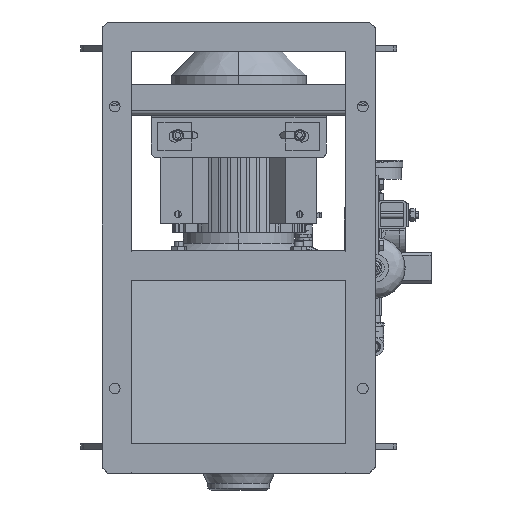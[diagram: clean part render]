
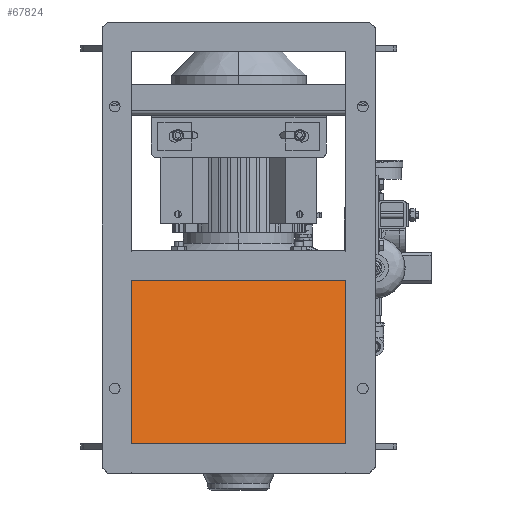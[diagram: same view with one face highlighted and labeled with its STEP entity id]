
A CAD part, front view. The second image highlights one B-rep face of the part: STEP entity #67824.
In plain terms, the highlighted planar face has unit normal (0, -0.982, 0.187).
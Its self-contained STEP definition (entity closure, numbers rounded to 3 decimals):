
#1145 = CARTESIAN_POINT ( 'NONE',  ( 190., -303.965, -97.437 ) ) ;
#3767 = AXIS2_PLACEMENT_3D ( 'NONE', #36007, #64387, #17998 ) ;
#6473 = CARTESIAN_POINT ( 'NONE',  ( -190., -303.965, -97.437 ) ) ;
#7333 = ORIENTED_EDGE ( 'NONE', *, *, #9075, .F. ) ;
#9075 = EDGE_CURVE ( 'NONE', #90372, #59317, #115403, .T. ) ;
#13567 = EDGE_CURVE ( 'NONE', #59317, #67475, #52930, .T. ) ;
#17998 = DIRECTION ( 'NONE',  ( 0., 0.187, 0.982 ) ) ;
#32818 = DIRECTION ( 'NONE',  ( 0., -0.187, -0.982 ) ) ;
#36007 = CARTESIAN_POINT ( 'NONE',  ( 190., -303.965, -97.437 ) ) ;
#38212 = CARTESIAN_POINT ( 'NONE',  ( -190., -248.965, 192. ) ) ;
#39409 = VERTEX_POINT ( 'NONE', #38212 ) ;
#46396 = CARTESIAN_POINT ( 'NONE',  ( 190., -303.965, -97.437 ) ) ;
#51533 = LINE ( 'NONE', #6473, #112756 ) ;
#52930 = LINE ( 'NONE', #1145, #102686 ) ;
#57242 = CARTESIAN_POINT ( 'NONE',  ( 190., -248.965, 192. ) ) ;
#58168 = ORIENTED_EDGE ( 'NONE', *, *, #92376, .T. ) ;
#59317 = VERTEX_POINT ( 'NONE', #84553 ) ;
#63867 = CARTESIAN_POINT ( 'NONE',  ( -190., -303.965, -97.437 ) ) ;
#64387 = DIRECTION ( 'NONE',  ( 0., 0.982, -0.187 ) ) ;
#65923 = LINE ( 'NONE', #57242, #80149 ) ;
#67475 = VERTEX_POINT ( 'NONE', #63867 ) ;
#67824 = ADVANCED_FACE ( 'NONE', ( #102510 ), #72319, .F. ) ;
#72319 = PLANE ( 'NONE',  #3767 ) ;
#77559 = EDGE_LOOP ( 'NONE', ( #110500, #58168, #116201, #7333 ) ) ;
#80149 = VECTOR ( 'NONE', #83144, 1000. ) ;
#83144 = DIRECTION ( 'NONE',  ( -1., 0., 0. ) ) ;
#84553 = CARTESIAN_POINT ( 'NONE',  ( 190., -303.965, -97.437 ) ) ;
#85697 = EDGE_CURVE ( 'NONE', #90372, #39409, #65923, .T. ) ;
#90372 = VERTEX_POINT ( 'NONE', #99099 ) ;
#92333 = DIRECTION ( 'NONE',  ( -1., 0., 0. ) ) ;
#92376 = EDGE_CURVE ( 'NONE', #39409, #67475, #51533, .T. ) ;
#99099 = CARTESIAN_POINT ( 'NONE',  ( 190., -248.965, 192. ) ) ;
#99718 = VECTOR ( 'NONE', #110129, 1000. ) ;
#102510 = FACE_OUTER_BOUND ( 'NONE', #77559, .T. ) ;
#102686 = VECTOR ( 'NONE', #92333, 1000. ) ;
#110129 = DIRECTION ( 'NONE',  ( 0., -0.187, -0.982 ) ) ;
#110500 = ORIENTED_EDGE ( 'NONE', *, *, #85697, .T. ) ;
#112756 = VECTOR ( 'NONE', #32818, 1000. ) ;
#115403 = LINE ( 'NONE', #46396, #99718 ) ;
#116201 = ORIENTED_EDGE ( 'NONE', *, *, #13567, .F. ) ;
